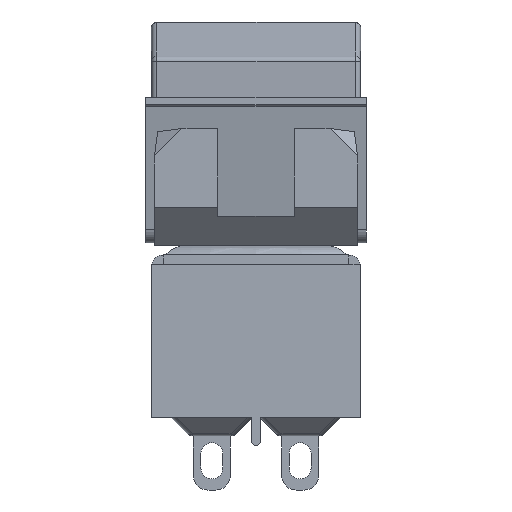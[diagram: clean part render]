
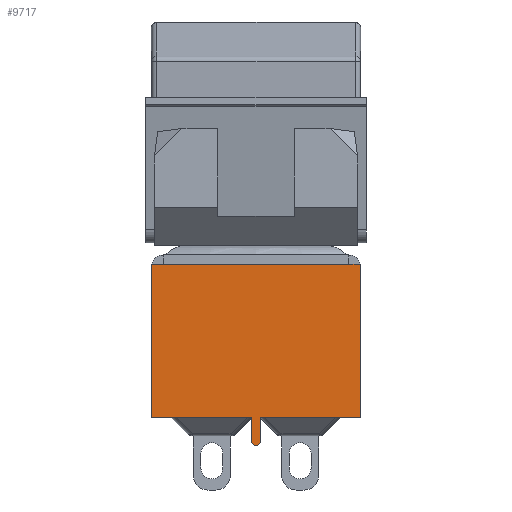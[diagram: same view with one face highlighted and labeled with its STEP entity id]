
A CAD part, left-side view. The second image highlights one B-rep face of the part: STEP entity #9717.
In plain terms, the highlighted planar face has unit normal (-1, 0, 0).
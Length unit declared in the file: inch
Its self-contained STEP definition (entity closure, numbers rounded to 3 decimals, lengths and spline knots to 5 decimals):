
#422=CIRCLE('',#10545,0.00984);
#891=FACE_OUTER_BOUND('',#1463,.T.);
#1463=EDGE_LOOP('',(#8433,#8434,#8435,#8436,#8437,#8438,#8439,#8440,#8441,
#8442));
#2173=LINE('',#15185,#3271);
#2180=LINE('',#15197,#3278);
#2189=LINE('',#15214,#3287);
#2367=LINE('',#15650,#3465);
#2420=LINE('',#15770,#3518);
#2423=LINE('',#15777,#3521);
#2431=LINE('',#15794,#3529);
#2444=LINE('',#15823,#3542);
#2447=LINE('',#15831,#3545);
#3271=VECTOR('',#12467,0.3937);
#3278=VECTOR('',#12478,0.3937);
#3287=VECTOR('',#12491,0.3937);
#3465=VECTOR('',#12829,0.3937);
#3518=VECTOR('',#12960,0.3937);
#3521=VECTOR('',#12967,0.3937);
#3529=VECTOR('',#12985,0.3937);
#3542=VECTOR('',#13028,0.3937);
#3545=VECTOR('',#13041,0.3937);
#4356=VERTEX_POINT('',#15182);
#4357=VERTEX_POINT('',#15184);
#4360=VERTEX_POINT('',#15196);
#4365=VERTEX_POINT('',#15211);
#4366=VERTEX_POINT('',#15213);
#4507=VERTEX_POINT('',#15635);
#4510=VERTEX_POINT('',#15642);
#4540=VERTEX_POINT('',#15768);
#4542=VERTEX_POINT('',#15776);
#4546=VERTEX_POINT('',#15790);
#5557=EDGE_CURVE('',#4356,#4357,#2173,.T.);
#5564=EDGE_CURVE('',#4357,#4360,#2180,.T.);
#5573=EDGE_CURVE('',#4365,#4366,#2189,.T.);
#5775=EDGE_CURVE('',#4510,#4507,#2367,.T.);
#5839=EDGE_CURVE('',#4507,#4540,#2420,.T.);
#5842=EDGE_CURVE('',#4542,#4510,#2423,.T.);
#5850=EDGE_CURVE('',#4360,#4546,#422,.T.);
#5852=EDGE_CURVE('',#4365,#4546,#2431,.T.);
#5865=EDGE_CURVE('',#4366,#4540,#2444,.T.);
#5868=EDGE_CURVE('',#4356,#4542,#2447,.T.);
#8433=ORIENTED_EDGE('',*,*,#5850,.F.);
#8434=ORIENTED_EDGE('',*,*,#5564,.F.);
#8435=ORIENTED_EDGE('',*,*,#5557,.F.);
#8436=ORIENTED_EDGE('',*,*,#5868,.T.);
#8437=ORIENTED_EDGE('',*,*,#5842,.T.);
#8438=ORIENTED_EDGE('',*,*,#5775,.T.);
#8439=ORIENTED_EDGE('',*,*,#5839,.T.);
#8440=ORIENTED_EDGE('',*,*,#5865,.F.);
#8441=ORIENTED_EDGE('',*,*,#5573,.F.);
#8442=ORIENTED_EDGE('',*,*,#5852,.T.);
#9176=PLANE('',#10567);
#9717=ADVANCED_FACE('',(#891),#9176,.T.);
#10545=AXIS2_PLACEMENT_3D('',#15791,#12980,#12981);
#10567=AXIS2_PLACEMENT_3D('',#15832,#13042,#13043);
#12467=DIRECTION('',(0.,1.,0.));
#12478=DIRECTION('',(0.,0.,-1.));
#12491=DIRECTION('',(0.,1.,0.));
#12829=DIRECTION('',(0.,1.,0.));
#12960=DIRECTION('',(0.,1.,0.));
#12967=DIRECTION('',(0.,1.,0.));
#12980=DIRECTION('center_axis',(1.,0.,0.));
#12981=DIRECTION('ref_axis',(0.,0.707,-0.707));
#12985=DIRECTION('',(0.,0.,-1.));
#13028=DIRECTION('',(0.,0.,1.));
#13041=DIRECTION('',(0.,0.,1.));
#13042=DIRECTION('center_axis',(-1.,0.,0.));
#13043=DIRECTION('ref_axis',(0.,0.,1.));
#15182=CARTESIAN_POINT('',(-0.25,-0.225,0.));
#15184=CARTESIAN_POINT('',(-0.25,-0.00984,0.));
#15185=CARTESIAN_POINT('',(-0.25,-0.225,0.));
#15196=CARTESIAN_POINT('',(-0.25,-0.00984,-0.05));
#15197=CARTESIAN_POINT('',(-0.25,-0.00984,0.));
#15211=CARTESIAN_POINT('',(-0.25,0.00984,0.));
#15213=CARTESIAN_POINT('',(-0.25,0.225,0.));
#15214=CARTESIAN_POINT('',(-0.25,-0.225,0.));
#15635=CARTESIAN_POINT('',(-0.25,0.19902,0.32992));
#15642=CARTESIAN_POINT('',(-0.25,-0.19941,0.32992));
#15650=CARTESIAN_POINT('',(-0.25,-0.225,0.32992));
#15768=CARTESIAN_POINT('',(-0.25,0.225,0.32992));
#15770=CARTESIAN_POINT('',(-0.25,-0.225,0.32992));
#15776=CARTESIAN_POINT('',(-0.25,-0.225,0.32992));
#15777=CARTESIAN_POINT('',(-0.25,-0.225,0.32992));
#15790=CARTESIAN_POINT('',(-0.25,0.00984,-0.05));
#15791=CARTESIAN_POINT('Origin',(-0.25,0.,-0.05));
#15794=CARTESIAN_POINT('',(-0.25,0.00984,0.));
#15823=CARTESIAN_POINT('',(-0.25,0.225,0.));
#15831=CARTESIAN_POINT('',(-0.25,-0.225,0.));
#15832=CARTESIAN_POINT('Origin',(-0.25,-0.225,0.));
